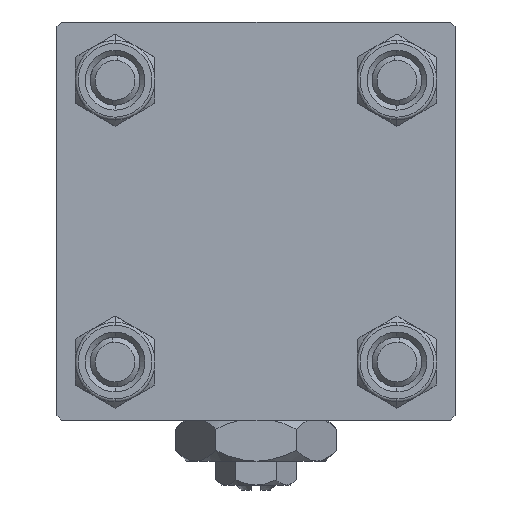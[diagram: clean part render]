
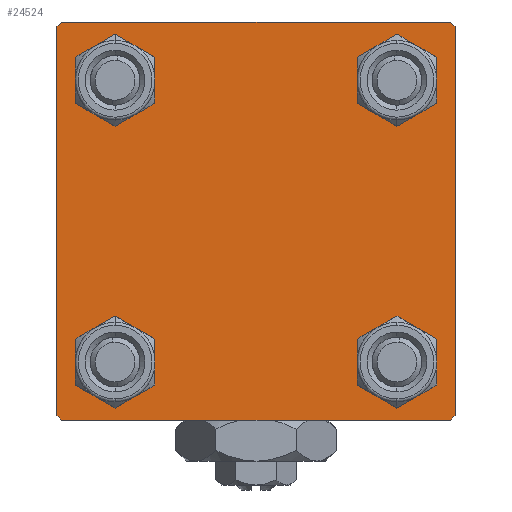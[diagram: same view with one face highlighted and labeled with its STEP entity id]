
A CAD part, left-side view. The second image highlights one B-rep face of the part: STEP entity #24524.
In plain terms, the highlighted planar face has unit normal (-1, 0, 0).
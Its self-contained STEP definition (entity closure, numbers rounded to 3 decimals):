
#885 = CARTESIAN_POINT ( 'NONE',  ( 0., -19.5, -20. ) ) ;
#2154 = ORIENTED_EDGE ( 'NONE', *, *, #36839, .T. ) ;
#2274 = EDGE_LOOP ( 'NONE', ( #49486, #51831 ) ) ;
#2984 = VECTOR ( 'NONE', #32240, 1000. ) ;
#4018 = LINE ( 'NONE', #28048, #45178 ) ;
#4280 = FACE_OUTER_BOUND ( 'NONE', #46957, .T. ) ;
#4582 = ORIENTED_EDGE ( 'NONE', *, *, #41640, .T. ) ;
#4650 = CIRCLE ( 'NONE', #44303, 3. ) ;
#6078 = DIRECTION ( 'NONE',  ( 1., 0., 0. ) ) ;
#6271 = CARTESIAN_POINT ( 'NONE',  ( 0., -19.75, -19.75 ) ) ;
#6855 = VERTEX_POINT ( 'NONE', #885 ) ;
#7374 = DIRECTION ( 'NONE',  ( 1., 0., 0. ) ) ;
#7876 = EDGE_CURVE ( 'NONE', #28925, #26711, #45957, .T. ) ;
#8682 = VECTOR ( 'NONE', #52169, 1000. ) ;
#8700 = CIRCLE ( 'NONE', #25578, 3. ) ;
#9021 = VERTEX_POINT ( 'NONE', #19234 ) ;
#9693 = EDGE_CURVE ( 'NONE', #51139, #26711, #48188, .T. ) ;
#9802 = DIRECTION ( 'NONE',  ( 0., 0., 1. ) ) ;
#10068 = VERTEX_POINT ( 'NONE', #21317 ) ;
#10282 = DIRECTION ( 'NONE',  ( 0., 0.707, 0.707 ) ) ;
#10831 = ORIENTED_EDGE ( 'NONE', *, *, #47370, .T. ) ;
#10911 = DIRECTION ( 'NONE',  ( 0., 0., 1. ) ) ;
#11994 = CARTESIAN_POINT ( 'NONE',  ( 0., 20., 20. ) ) ;
#12311 = CARTESIAN_POINT ( 'NONE',  ( 0., -20., -19.5 ) ) ;
#12326 = VERTEX_POINT ( 'NONE', #37677 ) ;
#12515 = VERTEX_POINT ( 'NONE', #42819 ) ;
#13097 = AXIS2_PLACEMENT_3D ( 'NONE', #36020, #27279, #43170 ) ;
#13532 = CARTESIAN_POINT ( 'NONE',  ( 0., 0., 0. ) ) ;
#14264 = CARTESIAN_POINT ( 'NONE',  ( 0., -14.15, -17.15 ) ) ;
#14722 = CARTESIAN_POINT ( 'NONE',  ( 0., 19.5, 20. ) ) ;
#14872 = DIRECTION ( 'NONE',  ( 1., 0., 0. ) ) ;
#15512 = ORIENTED_EDGE ( 'NONE', *, *, #43506, .T. ) ;
#15830 = DIRECTION ( 'NONE',  ( 0., 0., 1. ) ) ;
#16233 = AXIS2_PLACEMENT_3D ( 'NONE', #35061, #46192, #47232 ) ;
#16893 = LINE ( 'NONE', #20066, #18906 ) ;
#16938 = ORIENTED_EDGE ( 'NONE', *, *, #47411, .T. ) ;
#17757 = ORIENTED_EDGE ( 'NONE', *, *, #7876, .T. ) ;
#18191 = EDGE_CURVE ( 'NONE', #10068, #12515, #26527, .T. ) ;
#18513 = CARTESIAN_POINT ( 'NONE',  ( 0., 19.5, -20. ) ) ;
#18850 = LINE ( 'NONE', #22028, #40719 ) ;
#18906 = VECTOR ( 'NONE', #44894, 1000. ) ;
#19127 = EDGE_CURVE ( 'NONE', #47344, #51180, #45152, .T. ) ;
#19212 = CARTESIAN_POINT ( 'NONE',  ( 0., -14.15, 11.15 ) ) ;
#19234 = CARTESIAN_POINT ( 'NONE',  ( 0., -14.15, 17.15 ) ) ;
#19479 = CARTESIAN_POINT ( 'NONE',  ( 0., -19.5, 20. ) ) ;
#19523 = VECTOR ( 'NONE', #41968, 1000. ) ;
#19759 = CARTESIAN_POINT ( 'NONE',  ( 0., -14.15, 14.15 ) ) ;
#19874 = CARTESIAN_POINT ( 'NONE',  ( 0., 14.15, -14.15 ) ) ;
#20066 = CARTESIAN_POINT ( 'NONE',  ( 0., 20., -20. ) ) ;
#20490 = EDGE_CURVE ( 'NONE', #12515, #10068, #47764, .T. ) ;
#20645 = DIRECTION ( 'NONE',  ( 0., 0., 1. ) ) ;
#21317 = CARTESIAN_POINT ( 'NONE',  ( 0., 14.15, 17.15 ) ) ;
#21537 = ORIENTED_EDGE ( 'NONE', *, *, #51858, .T. ) ;
#21589 = CIRCLE ( 'NONE', #37637, 3. ) ;
#22028 = CARTESIAN_POINT ( 'NONE',  ( 0., 19.75, 19.75 ) ) ;
#22099 = CARTESIAN_POINT ( 'NONE',  ( 0., 14.15, -11.15 ) ) ;
#22620 = EDGE_LOOP ( 'NONE', ( #10831, #36225 ) ) ;
#23567 = DIRECTION ( 'NONE',  ( 0., 0., 1. ) ) ;
#23781 = CIRCLE ( 'NONE', #16233, 3. ) ;
#23826 = CARTESIAN_POINT ( 'NONE',  ( 0., 14.15, -17.15 ) ) ;
#23838 = ORIENTED_EDGE ( 'NONE', *, *, #49990, .T. ) ;
#24044 = ORIENTED_EDGE ( 'NONE', *, *, #36068, .F. ) ;
#24089 = DIRECTION ( 'NONE',  ( 1., 0., 0. ) ) ;
#24185 = DIRECTION ( 'NONE',  ( 0., 0., -1. ) ) ;
#24524 = ADVANCED_FACE ( 'NONE', ( #44197, #48429, #44457, #40485, #4280 ), #25387, .T. ) ;
#25387 = PLANE ( 'NONE',  #28414 ) ;
#25578 = AXIS2_PLACEMENT_3D ( 'NONE', #51598, #14872, #10911 ) ;
#25812 = LINE ( 'NONE', #6271, #19523 ) ;
#26527 = CIRCLE ( 'NONE', #33304, 3. ) ;
#26711 = VERTEX_POINT ( 'NONE', #19479 ) ;
#27279 = DIRECTION ( 'NONE',  ( 1., 0., 0. ) ) ;
#27755 = LINE ( 'NONE', #47871, #2984 ) ;
#27948 = EDGE_LOOP ( 'NONE', ( #2154, #15512 ) ) ;
#28048 = CARTESIAN_POINT ( 'NONE',  ( 0., 19.75, -19.75 ) ) ;
#28414 = AXIS2_PLACEMENT_3D ( 'NONE', #13532, #29359, #20645 ) ;
#28925 = VERTEX_POINT ( 'NONE', #41986 ) ;
#29140 = VERTEX_POINT ( 'NONE', #35328 ) ;
#29359 = DIRECTION ( 'NONE',  ( -1., 0., 0. ) ) ;
#30739 = DIRECTION ( 'NONE',  ( 0., 0.707, -0.707 ) ) ;
#31402 = ORIENTED_EDGE ( 'NONE', *, *, #9693, .F. ) ;
#31670 = ORIENTED_EDGE ( 'NONE', *, *, #36026, .T. ) ;
#32232 = CARTESIAN_POINT ( 'NONE',  ( 0., -14.15, 14.15 ) ) ;
#32240 = DIRECTION ( 'NONE',  ( 0., 0., -1. ) ) ;
#33304 = AXIS2_PLACEMENT_3D ( 'NONE', #44302, #40341, #51729 ) ;
#33377 = AXIS2_PLACEMENT_3D ( 'NONE', #49962, #6078, #9802 ) ;
#34043 = CARTESIAN_POINT ( 'NONE',  ( 0., -19.75, 19.75 ) ) ;
#35003 = VERTEX_POINT ( 'NONE', #14264 ) ;
#35061 = CARTESIAN_POINT ( 'NONE',  ( 0., -14.15, -14.15 ) ) ;
#35309 = LINE ( 'NONE', #36351, #45728 ) ;
#35328 = CARTESIAN_POINT ( 'NONE',  ( 0., -14.15, -11.15 ) ) ;
#36020 = CARTESIAN_POINT ( 'NONE',  ( 0., 14.15, -14.15 ) ) ;
#36026 = EDGE_CURVE ( 'NONE', #6855, #41483, #25812, .T. ) ;
#36068 = EDGE_CURVE ( 'NONE', #28925, #41483, #35309, .T. ) ;
#36225 = ORIENTED_EDGE ( 'NONE', *, *, #19127, .T. ) ;
#36351 = CARTESIAN_POINT ( 'NONE',  ( 0., -20., 20. ) ) ;
#36839 = EDGE_CURVE ( 'NONE', #29140, #35003, #23781, .T. ) ;
#37274 = VECTOR ( 'NONE', #10282, 1000. ) ;
#37637 = AXIS2_PLACEMENT_3D ( 'NONE', #32232, #52105, #48121 ) ;
#37677 = CARTESIAN_POINT ( 'NONE',  ( 0., 20., -19.5 ) ) ;
#38827 = VERTEX_POINT ( 'NONE', #39179 ) ;
#39156 = ORIENTED_EDGE ( 'NONE', *, *, #45578, .T. ) ;
#39179 = CARTESIAN_POINT ( 'NONE',  ( 0., 20., 19.5 ) ) ;
#40231 = DIRECTION ( 'NONE',  ( 0., -0.707, -0.707 ) ) ;
#40341 = DIRECTION ( 'NONE',  ( 1., 0., 0. ) ) ;
#40485 = FACE_BOUND ( 'NONE', #2274, .T. ) ;
#40719 = VECTOR ( 'NONE', #30739, 1000. ) ;
#41483 = VERTEX_POINT ( 'NONE', #12311 ) ;
#41640 = EDGE_CURVE ( 'NONE', #51139, #38827, #18850, .T. ) ;
#41968 = DIRECTION ( 'NONE',  ( 0., -0.707, 0.707 ) ) ;
#41986 = CARTESIAN_POINT ( 'NONE',  ( 0., -20., 19.5 ) ) ;
#42622 = CIRCLE ( 'NONE', #49372, 3. ) ;
#42819 = CARTESIAN_POINT ( 'NONE',  ( 0., 14.15, 11.15 ) ) ;
#43170 = DIRECTION ( 'NONE',  ( 0., 0., 1. ) ) ;
#43506 = EDGE_CURVE ( 'NONE', #35003, #29140, #8700, .T. ) ;
#44197 = FACE_BOUND ( 'NONE', #48009, .T. ) ;
#44302 = CARTESIAN_POINT ( 'NONE',  ( 0., 14.15, 14.15 ) ) ;
#44303 = AXIS2_PLACEMENT_3D ( 'NONE', #19759, #7374, #15830 ) ;
#44457 = FACE_BOUND ( 'NONE', #22620, .T. ) ;
#44894 = DIRECTION ( 'NONE',  ( 0., -1., 0. ) ) ;
#44984 = VERTEX_POINT ( 'NONE', #19212 ) ;
#45152 = CIRCLE ( 'NONE', #13097, 3. ) ;
#45178 = VECTOR ( 'NONE', #40231, 1000. ) ;
#45578 = EDGE_CURVE ( 'NONE', #48657, #6855, #16893, .T. ) ;
#45728 = VECTOR ( 'NONE', #24185, 1000. ) ;
#45957 = LINE ( 'NONE', #34043, #37274 ) ;
#46192 = DIRECTION ( 'NONE',  ( 1., 0., 0. ) ) ;
#46957 = EDGE_LOOP ( 'NONE', ( #21537, #16938, #39156, #31670, #24044, #17757, #31402, #4582 ) ) ;
#47232 = DIRECTION ( 'NONE',  ( 0., 0., 1. ) ) ;
#47344 = VERTEX_POINT ( 'NONE', #23826 ) ;
#47370 = EDGE_CURVE ( 'NONE', #51180, #47344, #42622, .T. ) ;
#47411 = EDGE_CURVE ( 'NONE', #12326, #48657, #4018, .T. ) ;
#47764 = CIRCLE ( 'NONE', #33377, 3. ) ;
#47871 = CARTESIAN_POINT ( 'NONE',  ( 0., 20., 20. ) ) ;
#48009 = EDGE_LOOP ( 'NONE', ( #23838, #49795 ) ) ;
#48121 = DIRECTION ( 'NONE',  ( 0., 0., 1. ) ) ;
#48188 = LINE ( 'NONE', #11994, #8682 ) ;
#48429 = FACE_BOUND ( 'NONE', #27948, .T. ) ;
#48657 = VERTEX_POINT ( 'NONE', #18513 ) ;
#49372 = AXIS2_PLACEMENT_3D ( 'NONE', #19874, #24089, #23567 ) ;
#49486 = ORIENTED_EDGE ( 'NONE', *, *, #18191, .T. ) ;
#49795 = ORIENTED_EDGE ( 'NONE', *, *, #50307, .T. ) ;
#49962 = CARTESIAN_POINT ( 'NONE',  ( 0., 14.15, 14.15 ) ) ;
#49990 = EDGE_CURVE ( 'NONE', #9021, #44984, #21589, .T. ) ;
#50307 = EDGE_CURVE ( 'NONE', #44984, #9021, #4650, .T. ) ;
#51139 = VERTEX_POINT ( 'NONE', #14722 ) ;
#51180 = VERTEX_POINT ( 'NONE', #22099 ) ;
#51598 = CARTESIAN_POINT ( 'NONE',  ( 0., -14.15, -14.15 ) ) ;
#51729 = DIRECTION ( 'NONE',  ( 0., 0., 1. ) ) ;
#51831 = ORIENTED_EDGE ( 'NONE', *, *, #20490, .T. ) ;
#51858 = EDGE_CURVE ( 'NONE', #38827, #12326, #27755, .T. ) ;
#52105 = DIRECTION ( 'NONE',  ( 1., 0., 0. ) ) ;
#52169 = DIRECTION ( 'NONE',  ( 0., -1., 0. ) ) ;
